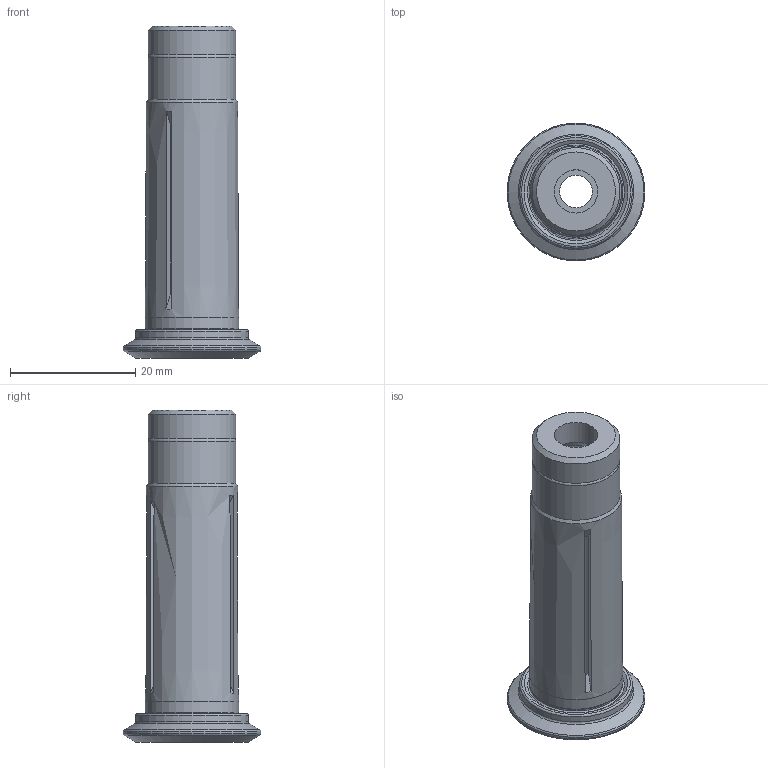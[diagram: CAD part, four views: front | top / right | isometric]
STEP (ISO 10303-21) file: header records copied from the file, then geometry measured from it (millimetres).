
FILE_DESCRIPTION(/* description */ (''),/* implementation_level */ '2;1');
FILE_NAME(/* name */ '171512006.stp',/* time_stamp */ '2021-01-08T12:14:54',/* author */ ('LRA'),/* organization */ ('REGO-FIX'),/* preprocessor_version */ ' Unknown',/* originating_system */ 'SIEMENS PLM Software Solid Edge ST10',/* authorization */ 'Unknown');
FILE_SCHEMA (('AUTOMOTIVE_DESIGN { 1 0 10303 214 2 1 1}'));
Length unit declared in the file: millimetre
Products named in the file (1): NOCUT
Bounding box: 22 x 22 x 53 mm (x, y, z)
Volume: 3873.8 mm3; surface area: 5439.3 mm2
Topology: 2 solids, 2 shells, 59 faces, 129 edges, 81 vertices
Faces by surface type: plane 24, cylinder 17, cone 9, torus 9
Full cylindrical faces by diameter (mm): 5.2 x1, 6.917 x1, 8.2 x1, 12 x2, 12.6 x1, 12.8 x4, 13 x1, 14 x2, 14.87 x1, 14.919 x1, 18 x1, 22 x1
Entity records: 1830 total; most frequent: DIRECTION 262, CARTESIAN_POINT 235, ORIENTED_EDGE 166, AXIS2_PLACEMENT_3D 122, EDGE_LOOP 112, FACE_BOUND 112, EDGE_CURVE 83, VERTEX_POINT 71
